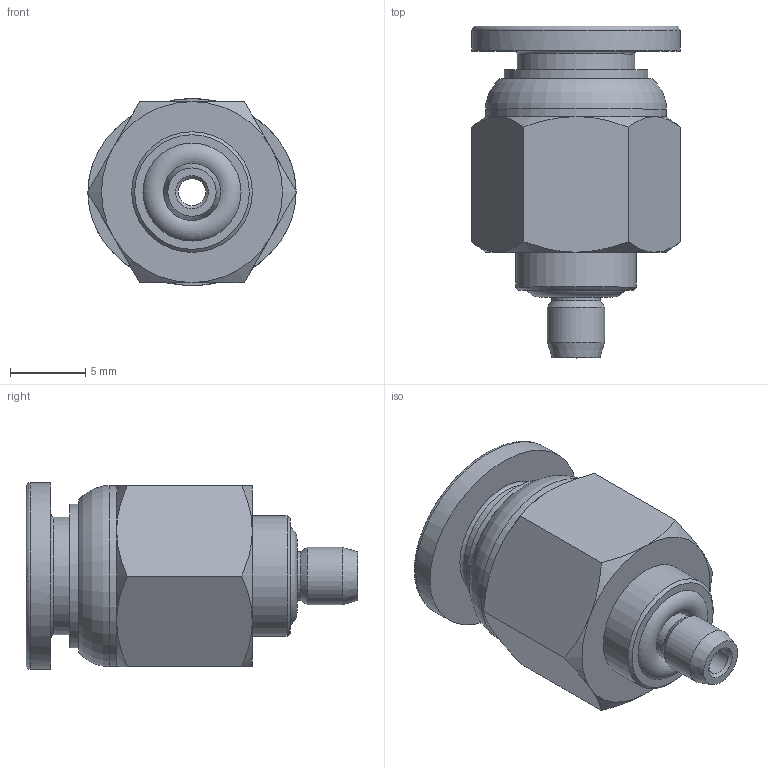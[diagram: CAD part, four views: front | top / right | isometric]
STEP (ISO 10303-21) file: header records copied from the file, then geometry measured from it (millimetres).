
FILE_DESCRIPTION(('FreeCAD Model'),'2;1');
FILE_NAME('Open CASCADE Shape Model','2025-07-31T20:25:43',(''),(''), 'Open CASCADE STEP processor 7.8','FreeCAD','Unknown');
FILE_SCHEMA(('AUTOMOTIVE_DESIGN { 1 0 10303 214 1 1 1 1 }'));
Length unit declared in the file: millimetre
Products named in the file (2): PC-06-M4; PC 06-M4
Assembly tree (1 placements, depth 2):
  PC-06-M4
    PC 06-M4
Bounding box: 13.86 x 22 x 12.39 mm (x, y, z)
Volume: 1397.9 mm3; surface area: 1405.6 mm2
Topology: 1 solids, 1 shells, 44 faces, 85 edges, 49 vertices
Faces by surface type: cone 16, plane 14, cylinder 8, torus 4, bspline 2
Full cylindrical faces by diameter (mm): 1.8 x1, 3.2 x1, 3.8 x1, 6.2 x1, 7.8 x1, 8 x1, 9.5 x1, 12 x1
Entity records: 3969 total; most frequent: CARTESIAN_POINT 2269, DIRECTION 263, ORIENTED_EDGE 170, PCURVE 170, DEFINITIONAL_REPRESENTATION 170, LINE 101, VECTOR 101, B_SPLINE_CURVE_WITH_KNOTS 94
